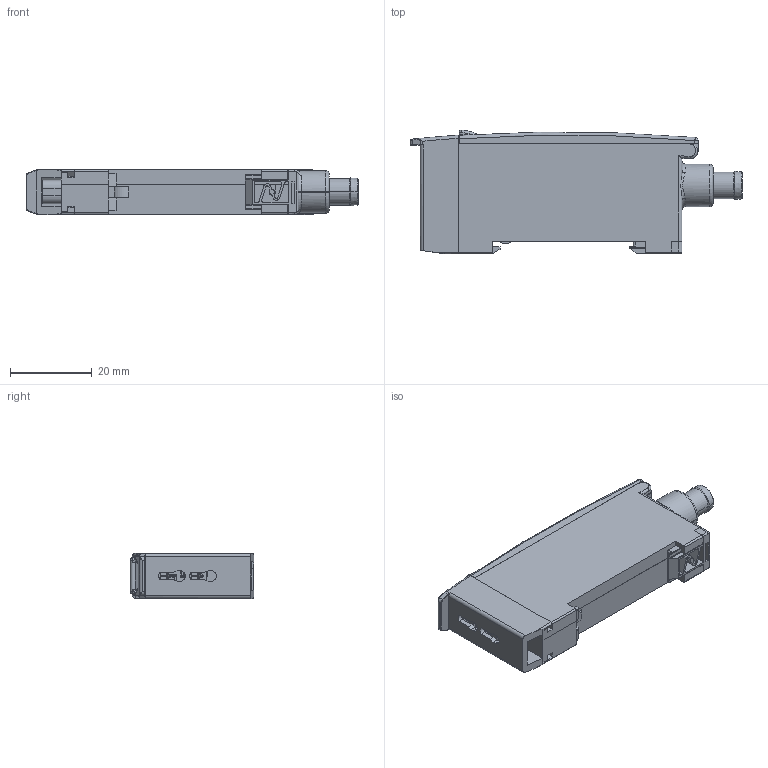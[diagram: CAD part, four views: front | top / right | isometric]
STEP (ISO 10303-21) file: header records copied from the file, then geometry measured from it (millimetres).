
FILE_DESCRIPTION((''),'2;1');
FILE_NAME('159589_ASM','2016-08-10T',('pdmadmin'),(''),'PRO/ENGINEER BY PARAMETRIC TECHNOLOGY CORPORATION, 2016010','PRO/ENGINEER BY PARAMETRIC TECHNOLOGY CORPORATION, 2016010','');
FILE_SCHEMA(('CONFIG_CONTROL_DESIGN'));
Length unit declared in the file: inch
Products named in the file (13): 44266; 44267; 30392; 44270; 44180; 44017; 46870_AF1; 46870_PIN_AF0; 46870_PIN_AF1; 46870_PIN_AF2; 46870_PIN_AF3; 46870_AF0_ASM; 159589_ASM
Assembly tree (12 placements, depth 3):
  159589_ASM
    44266
    44267
    30392
    44270
    44180
    44017
    46870_AF0_ASM
      46870_AF1
      46870_PIN_AF0
      46870_PIN_AF1
      46870_PIN_AF2
      46870_PIN_AF3
Bounding box: 81.39 x 30.3 x 11.04 mm (x, y, z)
Volume: 10119.1 mm3; surface area: 17029.7 mm2
Topology: 11 solids, 11 shells, 1240 faces, 3238 edges, 2019 vertices
Faces by surface type: plane 620, cylinder 382, bspline 81, cone 59, torus 53, sphere 45
Entity records: 42611 total; most frequent: CARTESIAN_POINT 12517, ORIENTED_EDGE 6428, DIRECTION 5990, EDGE_CURVE 3214, VERTEX_POINT 2019, VECTOR 2002, LINE 2002, AXIS2_PLACEMENT_3D 1994
